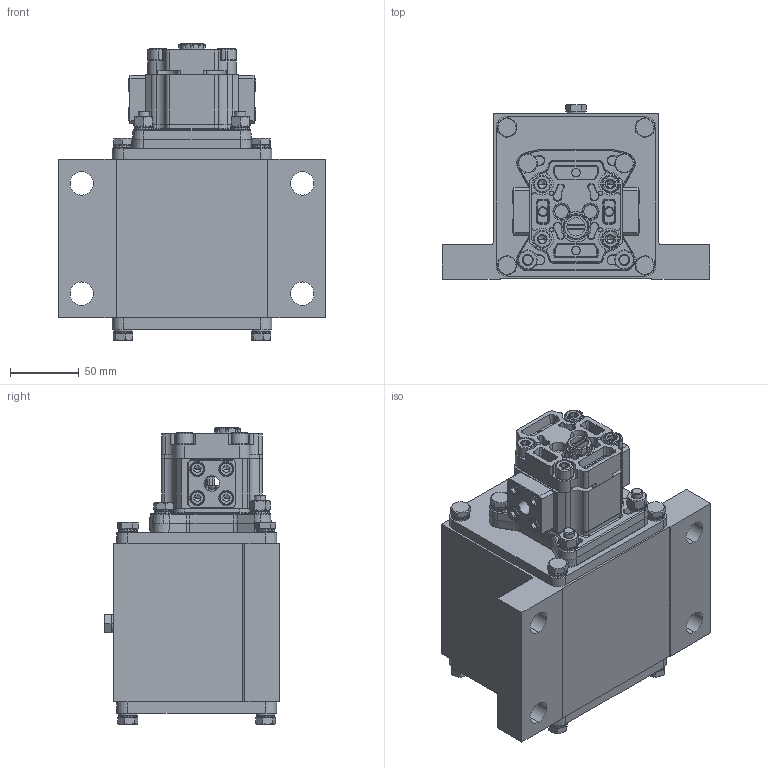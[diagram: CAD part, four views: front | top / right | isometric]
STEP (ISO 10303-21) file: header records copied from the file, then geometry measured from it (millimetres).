
FILE_DESCRIPTION (( 'STEP AP214' ), '1' );
FILE_NAME ('NHG 500L-600RL-900L.STEP', '2021-03-31T09:49:59', ( '' ), ( '' ), 'SwSTEP 2.0', 'SolidWorks 2015', '' );
FILE_SCHEMA (( 'AUTOMOTIVE_DESIGN' ));
Length unit declared in the file: millimetre
Products named in the file (1): NHG 500L-600RL-900L
Bounding box: 194 x 126.8 x 215.09 mm (x, y, z)
Volume: 2453306.4 mm3; surface area: 404970 mm2
Topology: 80 solids, 80 shells, 4773 faces, 12309 edges, 7551 vertices
Faces by surface type: plane 2470, cylinder 951, cone 550, torus 486, bspline 316
Entity records: 212638 total; most frequent: CARTESIAN_POINT 51944, ORIENTED_EDGE 24042, DIRECTION 22903, EDGE_CURVE 12021, AXIS2_PLACEMENT_3D 8227, VERTEX_POINT 7551, LINE 6449, VECTOR 6449
